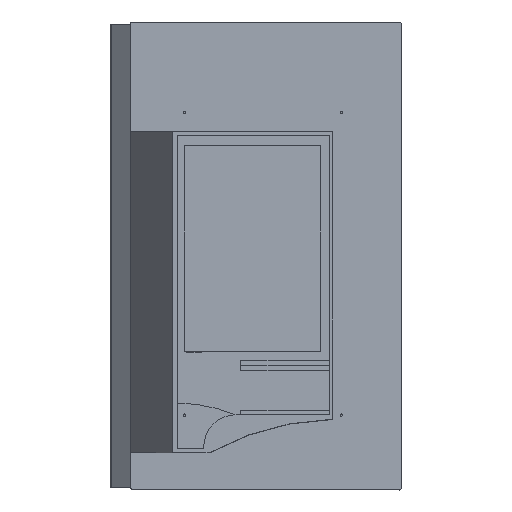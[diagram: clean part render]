
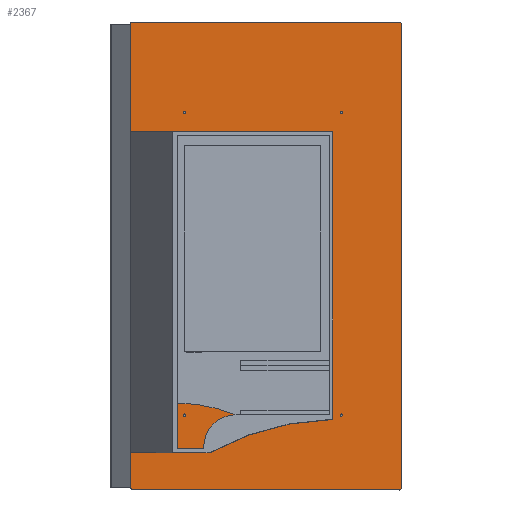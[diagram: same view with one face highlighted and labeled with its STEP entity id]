
A CAD part, top view. The second image highlights one B-rep face of the part: STEP entity #2367.
In plain terms, the highlighted planar face has unit normal (0, 0, 1).
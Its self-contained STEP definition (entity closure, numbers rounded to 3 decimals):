
#80=FACE_BOUND('',#369,.T.);
#81=FACE_BOUND('',#370,.T.);
#82=FACE_BOUND('',#371,.T.);
#83=FACE_BOUND('',#372,.T.);
#84=FACE_BOUND('',#373,.T.);
#117=CIRCLE('',#2562,0.25);
#124=CIRCLE('',#2573,0.25);
#125=CIRCLE('',#2574,0.25);
#126=CIRCLE('',#2575,0.5);
#127=CIRCLE('',#2576,1.);
#128=CIRCLE('',#2577,1.);
#129=CIRCLE('',#2578,0.5);
#130=CIRCLE('',#2579,68.);
#131=CIRCLE('',#2580,0.5);
#132=CIRCLE('',#2581,0.5);
#133=CIRCLE('',#2582,0.5);
#215=FACE_OUTER_BOUND('',#368,.T.);
#368=EDGE_LOOP('',(#1827,#1828,#1829,#1830,#1831,#1832,#1833,#1834,#1835,
#1836,#1837));
#369=EDGE_LOOP('',(#1838));
#370=EDGE_LOOP('',(#1839,#1840,#1841,#1842,#1843));
#371=EDGE_LOOP('',(#1844));
#372=EDGE_LOOP('',(#1845));
#373=EDGE_LOOP('',(#1846));
#565=LINE('',#3623,#838);
#581=LINE('',#3666,#854);
#583=LINE('',#3672,#856);
#584=LINE('',#3678,#857);
#585=LINE('',#3682,#858);
#586=LINE('',#3690,#859);
#587=LINE('',#3692,#860);
#588=LINE('',#3694,#861);
#589=LINE('',#3695,#862);
#838=VECTOR('',#2960,10.);
#854=VECTOR('',#2990,10.);
#856=VECTOR('',#2996,10.);
#857=VECTOR('',#3001,10.);
#858=VECTOR('',#3004,10.);
#859=VECTOR('',#3011,10.);
#860=VECTOR('',#3012,10.);
#861=VECTOR('',#3013,10.);
#862=VECTOR('',#3014,10.);
#1085=VERTEX_POINT('',#3610);
#1086=VERTEX_POINT('',#3611);
#1090=VERTEX_POINT('',#3621);
#1110=VERTEX_POINT('',#3665);
#1111=VERTEX_POINT('',#3669);
#1112=VERTEX_POINT('',#3671);
#1113=VERTEX_POINT('',#3673);
#1114=VERTEX_POINT('',#3675);
#1115=VERTEX_POINT('',#3677);
#1116=VERTEX_POINT('',#3679);
#1117=VERTEX_POINT('',#3681);
#1118=VERTEX_POINT('',#3684);
#1119=VERTEX_POINT('',#3686);
#1120=VERTEX_POINT('',#3687);
#1121=VERTEX_POINT('',#3689);
#1122=VERTEX_POINT('',#3691);
#1123=VERTEX_POINT('',#3693);
#1124=VERTEX_POINT('',#3696);
#1125=VERTEX_POINT('',#3698);
#1126=VERTEX_POINT('',#3700);
#1342=EDGE_CURVE('',#1085,#1086,#117,.T.);
#1348=EDGE_CURVE('',#1090,#1085,#565,.T.);
#1369=EDGE_CURVE('',#1086,#1110,#581,.T.);
#1371=EDGE_CURVE('',#1090,#1111,#124,.T.);
#1372=EDGE_CURVE('',#1111,#1112,#583,.T.);
#1373=EDGE_CURVE('',#1112,#1113,#125,.T.);
#1374=EDGE_CURVE('',#1114,#1113,#126,.T.);
#1375=EDGE_CURVE('',#1115,#1114,#584,.T.);
#1376=EDGE_CURVE('',#1115,#1116,#127,.F.);
#1377=EDGE_CURVE('',#1117,#1116,#585,.T.);
#1378=EDGE_CURVE('',#1117,#1110,#128,.F.);
#1379=EDGE_CURVE('',#1118,#1118,#129,.T.);
#1380=EDGE_CURVE('',#1119,#1120,#130,.T.);
#1381=EDGE_CURVE('',#1119,#1121,#586,.T.);
#1382=EDGE_CURVE('',#1121,#1122,#587,.T.);
#1383=EDGE_CURVE('',#1122,#1123,#588,.T.);
#1384=EDGE_CURVE('',#1123,#1120,#589,.T.);
#1385=EDGE_CURVE('',#1124,#1124,#131,.T.);
#1386=EDGE_CURVE('',#1125,#1125,#132,.T.);
#1387=EDGE_CURVE('',#1126,#1126,#133,.T.);
#1827=ORIENTED_EDGE('',*,*,#1342,.F.);
#1828=ORIENTED_EDGE('',*,*,#1348,.F.);
#1829=ORIENTED_EDGE('',*,*,#1371,.T.);
#1830=ORIENTED_EDGE('',*,*,#1372,.T.);
#1831=ORIENTED_EDGE('',*,*,#1373,.T.);
#1832=ORIENTED_EDGE('',*,*,#1374,.F.);
#1833=ORIENTED_EDGE('',*,*,#1375,.F.);
#1834=ORIENTED_EDGE('',*,*,#1376,.T.);
#1835=ORIENTED_EDGE('',*,*,#1377,.F.);
#1836=ORIENTED_EDGE('',*,*,#1378,.T.);
#1837=ORIENTED_EDGE('',*,*,#1369,.F.);
#1838=ORIENTED_EDGE('',*,*,#1379,.T.);
#1839=ORIENTED_EDGE('',*,*,#1380,.F.);
#1840=ORIENTED_EDGE('',*,*,#1381,.T.);
#1841=ORIENTED_EDGE('',*,*,#1382,.T.);
#1842=ORIENTED_EDGE('',*,*,#1383,.T.);
#1843=ORIENTED_EDGE('',*,*,#1384,.T.);
#1844=ORIENTED_EDGE('',*,*,#1385,.T.);
#1845=ORIENTED_EDGE('',*,*,#1386,.T.);
#1846=ORIENTED_EDGE('',*,*,#1387,.T.);
#2246=PLANE('',#2572);
#2367=ADVANCED_FACE('',(#215,#80,#81,#82,#83,#84),#2246,.T.);
#2562=AXIS2_PLACEMENT_3D('',#3612,#2950,#2951);
#2572=AXIS2_PLACEMENT_3D('',#3668,#2992,#2993);
#2573=AXIS2_PLACEMENT_3D('',#3670,#2994,#2995);
#2574=AXIS2_PLACEMENT_3D('',#3674,#2997,#2998);
#2575=AXIS2_PLACEMENT_3D('',#3676,#2999,#3000);
#2576=AXIS2_PLACEMENT_3D('',#3680,#3002,#3003);
#2577=AXIS2_PLACEMENT_3D('',#3683,#3005,#3006);
#2578=AXIS2_PLACEMENT_3D('',#3685,#3007,#3008);
#2579=AXIS2_PLACEMENT_3D('',#3688,#3009,#3010);
#2580=AXIS2_PLACEMENT_3D('',#3697,#3015,#3016);
#2581=AXIS2_PLACEMENT_3D('',#3699,#3017,#3018);
#2582=AXIS2_PLACEMENT_3D('',#3701,#3019,#3020);
#2950=DIRECTION('center_axis',(0.,0.,-1.));
#2951=DIRECTION('ref_axis',(-0.707,0.707,0.));
#2960=DIRECTION('',(0.,1.,0.));
#2990=DIRECTION('',(1.,0.,0.));
#2992=DIRECTION('center_axis',(0.,0.,1.));
#2993=DIRECTION('ref_axis',(-1.,0.,0.));
#2994=DIRECTION('center_axis',(0.,0.,1.));
#2995=DIRECTION('ref_axis',(0.,1.,0.));
#2996=DIRECTION('',(0.,-1.,0.));
#2997=DIRECTION('center_axis',(0.,0.,1.));
#2998=DIRECTION('ref_axis',(-1.,0.,0.));
#2999=DIRECTION('center_axis',(0.,0.,-1.));
#3000=DIRECTION('ref_axis',(-0.707,-0.707,0.));
#3001=DIRECTION('',(-1.,0.,0.));
#3002=DIRECTION('center_axis',(0.,0.,-1.));
#3003=DIRECTION('ref_axis',(0.707,-0.707,0.));
#3004=DIRECTION('',(0.,-1.,0.));
#3005=DIRECTION('center_axis',(0.,0.,-1.));
#3006=DIRECTION('ref_axis',(0.707,0.707,0.));
#3007=DIRECTION('center_axis',(0.,0.,-1.));
#3008=DIRECTION('ref_axis',(-1.,0.,0.));
#3009=DIRECTION('center_axis',(0.,0.,-1.));
#3010=DIRECTION('ref_axis',(0.377,0.926,0.));
#3011=DIRECTION('',(0.,1.,0.));
#3012=DIRECTION('',(1.,0.,0.));
#3013=DIRECTION('',(0.,-1.,0.));
#3014=DIRECTION('',(-1.,0.,0.));
#3015=DIRECTION('center_axis',(0.,0.,-1.));
#3016=DIRECTION('ref_axis',(-1.,0.,0.));
#3017=DIRECTION('center_axis',(0.,0.,-1.));
#3018=DIRECTION('ref_axis',(-1.,0.,0.));
#3019=DIRECTION('center_axis',(0.,0.,-1.));
#3020=DIRECTION('ref_axis',(-1.,0.,0.));
#3610=CARTESIAN_POINT('',(9.366,250.331,220.284));
#3611=CARTESIAN_POINT('',(9.616,250.581,220.284));
#3612=CARTESIAN_POINT('Origin',(9.616,250.331,220.284));
#3621=CARTESIAN_POINT('',(9.366,249.981,220.284));
#3623=CARTESIAN_POINT('',(9.366,201.581,220.284));
#3665=CARTESIAN_POINT('',(120.904,250.581,220.284));
#3666=CARTESIAN_POINT('',(9.316,250.581,220.284));
#3668=CARTESIAN_POINT('Origin',(65.566,153.081,220.284));
#3669=CARTESIAN_POINT('',(9.316,249.831,220.284));
#3670=CARTESIAN_POINT('Origin',(9.566,249.831,220.284));
#3671=CARTESIAN_POINT('',(9.316,56.331,220.284));
#3672=CARTESIAN_POINT('',(9.316,178.52,220.284));
#3673=CARTESIAN_POINT('',(9.566,56.081,220.284));
#3674=CARTESIAN_POINT('Origin',(9.566,56.331,220.284));
#3675=CARTESIAN_POINT('',(10.066,55.581,220.284));
#3676=CARTESIAN_POINT('Origin',(10.066,56.081,220.284));
#3677=CARTESIAN_POINT('',(120.904,55.581,220.284));
#3678=CARTESIAN_POINT('',(92.384,55.581,220.284));
#3679=CARTESIAN_POINT('',(122.316,56.993,220.284));
#3680=CARTESIAN_POINT('Origin',(121.566,56.331,220.284));
#3681=CARTESIAN_POINT('',(122.316,249.17,220.284));
#3682=CARTESIAN_POINT('',(122.316,250.081,220.284));
#3683=CARTESIAN_POINT('Origin',(121.566,249.831,220.284));
#3684=CARTESIAN_POINT('',(32.316,86.581,220.284));
#3685=CARTESIAN_POINT('Origin',(31.816,86.581,220.284));
#3686=CARTESIAN_POINT('',(28.986,91.664,220.284));
#3687=CARTESIAN_POINT('',(53.388,86.664,220.284));
#3688=CARTESIAN_POINT('Origin',(27.768,23.675,220.284));
#3689=CARTESIAN_POINT('',(28.986,203.459,220.284));
#3690=CARTESIAN_POINT('',(28.986,130.178,220.284));
#3691=CARTESIAN_POINT('',(92.384,203.459,220.284));
#3692=CARTESIAN_POINT('',(44.776,203.459,220.284));
#3693=CARTESIAN_POINT('',(92.384,86.664,220.284));
#3694=CARTESIAN_POINT('',(92.384,178.27,220.284));
#3695=CARTESIAN_POINT('',(76.475,86.664,220.284));
#3696=CARTESIAN_POINT('',(97.816,86.581,220.284));
#3697=CARTESIAN_POINT('Origin',(97.316,86.581,220.284));
#3698=CARTESIAN_POINT('',(97.816,213.081,220.284));
#3699=CARTESIAN_POINT('Origin',(97.316,213.081,220.284));
#3700=CARTESIAN_POINT('',(32.316,213.081,220.284));
#3701=CARTESIAN_POINT('Origin',(31.816,213.081,220.284));
